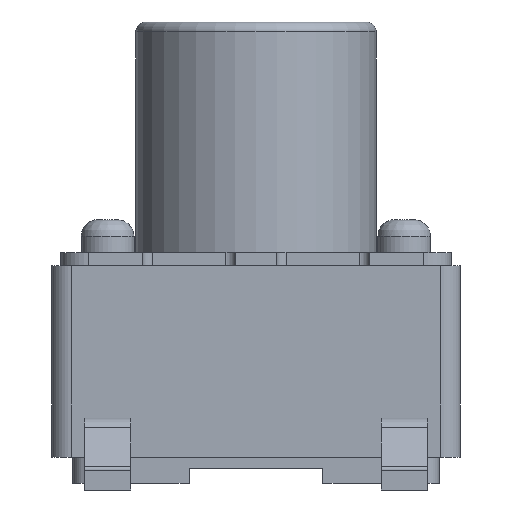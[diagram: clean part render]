
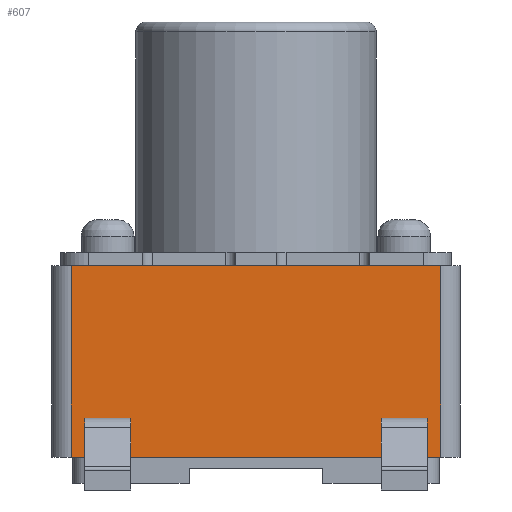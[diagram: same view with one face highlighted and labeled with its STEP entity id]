
A CAD part, front view. The second image highlights one B-rep face of the part: STEP entity #607.
In plain terms, the highlighted planar face has unit normal (0, -1, 0).
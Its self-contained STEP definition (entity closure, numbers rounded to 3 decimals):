
#478 = VERTEX_POINT('',#479);
#479 = CARTESIAN_POINT('',(-2.8,-3.1,3.3));
#486 = EDGE_CURVE('',#487,#478,#489,.T.);
#487 = VERTEX_POINT('',#488);
#488 = CARTESIAN_POINT('',(2.8,-3.1,3.3));
#489 = LINE('',#490,#491);
#490 = CARTESIAN_POINT('',(-1.55,-3.1,3.3));
#491 = VECTOR('',#492,1.);
#492 = DIRECTION('',(-1.,0.,0.));
#587 = VERTEX_POINT('',#588);
#588 = CARTESIAN_POINT('',(2.8,-3.1,0.4));
#597 = EDGE_CURVE('',#487,#587,#598,.T.);
#598 = LINE('',#599,#600);
#599 = CARTESIAN_POINT('',(2.8,-3.1,0.));
#600 = VECTOR('',#601,1.);
#601 = DIRECTION('',(0.,0.,-1.));
#607 = ADVANCED_FACE('',(#608),#626,.T.);
#608 = FACE_BOUND('',#609,.T.);
#609 = EDGE_LOOP('',(#610,#618,#619,#620));
#610 = ORIENTED_EDGE('',*,*,#611,.T.);
#611 = EDGE_CURVE('',#612,#587,#614,.T.);
#612 = VERTEX_POINT('',#613);
#613 = CARTESIAN_POINT('',(-2.8,-3.1,0.4));
#614 = LINE('',#615,#616);
#615 = CARTESIAN_POINT('',(-1.55,-3.1,0.4));
#616 = VECTOR('',#617,1.);
#617 = DIRECTION('',(1.,0.,0.));
#618 = ORIENTED_EDGE('',*,*,#597,.F.);
#619 = ORIENTED_EDGE('',*,*,#486,.T.);
#620 = ORIENTED_EDGE('',*,*,#621,.F.);
#621 = EDGE_CURVE('',#612,#478,#622,.T.);
#622 = LINE('',#623,#624);
#623 = CARTESIAN_POINT('',(-2.8,-3.1,0.));
#624 = VECTOR('',#625,1.);
#625 = DIRECTION('',(0.,0.,1.));
#626 = PLANE('',#627);
#627 = AXIS2_PLACEMENT_3D('',#628,#629,#630);
#628 = CARTESIAN_POINT('',(-3.1,-3.1,0.));
#629 = DIRECTION('',(0.,-1.,0.));
#630 = DIRECTION('',(1.,0.,0.));
